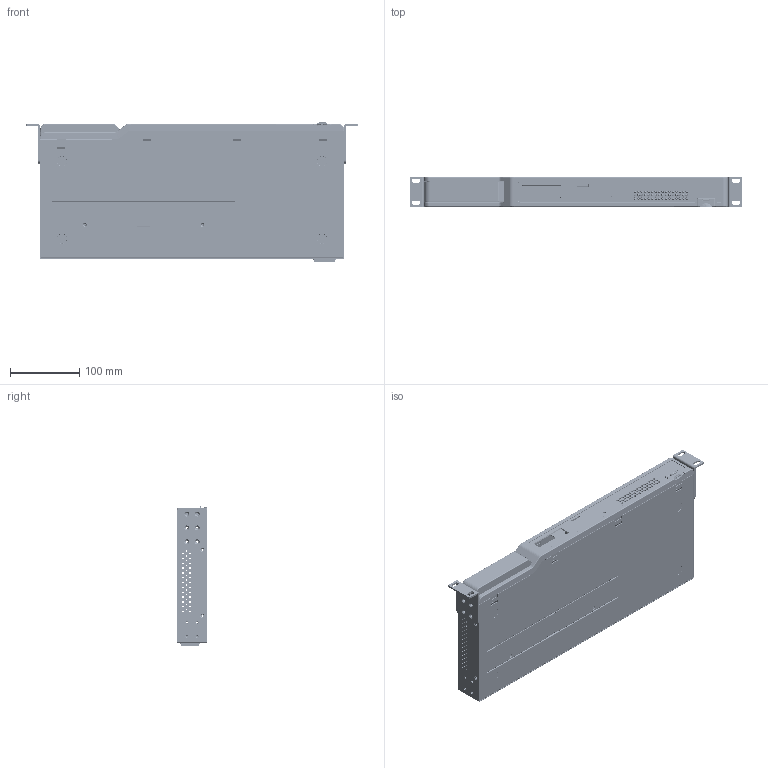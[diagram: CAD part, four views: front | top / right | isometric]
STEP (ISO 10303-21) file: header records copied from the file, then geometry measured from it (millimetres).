
FILE_DESCRIPTION((''),'2;1');
FILE_NAME('3D_NPORT6650-8-DIM','2010-11-29T',('Sam_Liu'),(''),'PRO/ENGINEER BY PARAMETRIC TECHNOLOGY CORPORATION, 2004320','PRO/ENGINEER BY PARAMETRIC TECHNOLOGY CORPORATION, 2004320','');
FILE_SCHEMA(('CONFIG_CONTROL_DESIGN'));
Products named in the file (1): 3D_NPORT6650-8-DIM
Bounding box: 480 x 44 x 201 mm (x, y, z)
Surface area: 966284.7 mm2 (no closed solid volume)
Topology: 0 solids, 126 shells, 9008 faces, 22770 edges, 14753 vertices
Faces by surface type: plane 6695, cylinder 1842, cone 208, torus 96, sphere 96, bspline 57, extrusion 14
Entity records: 272256 total; most frequent: CARTESIAN_POINT 51416, ORIENTED_EDGE 45341, DIRECTION 44621, EDGE_CURVE 22672, VECTOR 17785, LINE 17771, VERTEX_POINT 14753, AXIS2_PLACEMENT_3D 13418
